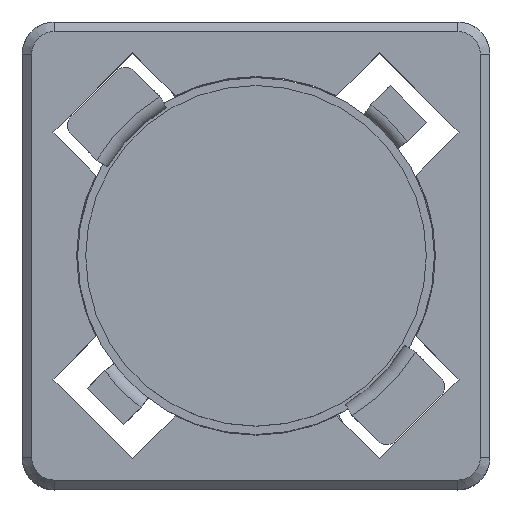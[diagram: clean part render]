
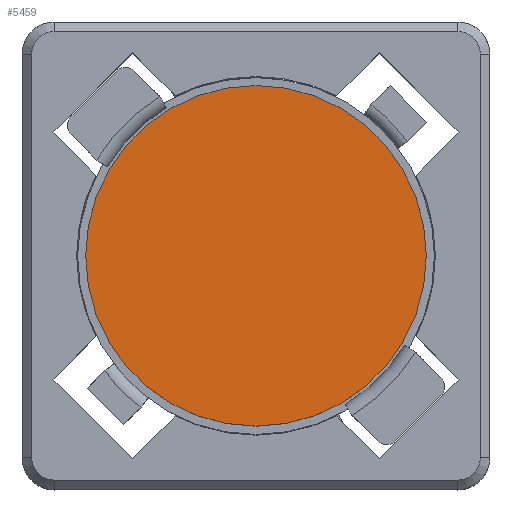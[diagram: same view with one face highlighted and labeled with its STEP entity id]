
A CAD part, top view. The second image highlights one B-rep face of the part: STEP entity #5459.
In plain terms, the highlighted face is planar.
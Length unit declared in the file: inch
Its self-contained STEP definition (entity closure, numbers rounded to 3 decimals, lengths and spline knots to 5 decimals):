
#187 = CARTESIAN_POINT ( 'NONE',  ( 0., 0.11, 0. ) ) ;
#719 = EDGE_LOOP ( 'NONE', ( #2282, #2243 ) ) ;
#871 = EDGE_CURVE ( 'NONE', #1652, #4856, #6596, .T. ) ;
#1357 = CARTESIAN_POINT ( 'NONE',  ( 0., 0.11, 0. ) ) ;
#1402 = AXIS2_PLACEMENT_3D ( 'NONE', #187, #5767, #2455 ) ;
#1652 = VERTEX_POINT ( 'NONE', #2058 ) ;
#2056 = AXIS2_PLACEMENT_3D ( 'NONE', #6691, #7263, #4453 ) ;
#2058 = CARTESIAN_POINT ( 'NONE',  ( 0., 0.11, -0.1045 ) ) ;
#2243 = ORIENTED_EDGE ( 'NONE', *, *, #871, .T. ) ;
#2282 = ORIENTED_EDGE ( 'NONE', *, *, #6871, .T. ) ;
#2455 = DIRECTION ( 'NONE',  ( 0., 0., 1. ) ) ;
#3608 = DIRECTION ( 'NONE',  ( 0., 1., 0. ) ) ;
#4338 = PLANE ( 'NONE',  #2056 ) ;
#4413 = FACE_OUTER_BOUND ( 'NONE', #719, .T. ) ;
#4453 = DIRECTION ( 'NONE',  ( 0., 0., -1. ) ) ;
#4856 = VERTEX_POINT ( 'NONE', #5137 ) ;
#5137 = CARTESIAN_POINT ( 'NONE',  ( 0., 0.11, 0.1045 ) ) ;
#5459 = ADVANCED_FACE ( 'NONE', ( #4413 ), #4338, .F. ) ;
#5767 = DIRECTION ( 'NONE',  ( 0., 1., 0. ) ) ;
#5844 = DIRECTION ( 'NONE',  ( 0., 0., 1. ) ) ;
#6596 = CIRCLE ( 'NONE', #1402, 0.1045 ) ;
#6646 = CIRCLE ( 'NONE', #6998, 0.1045 ) ;
#6691 = CARTESIAN_POINT ( 'NONE',  ( 0., 0.11, 0. ) ) ;
#6871 = EDGE_CURVE ( 'NONE', #4856, #1652, #6646, .T. ) ;
#6998 = AXIS2_PLACEMENT_3D ( 'NONE', #1357, #3608, #5844 ) ;
#7263 = DIRECTION ( 'NONE',  ( 0., -1., 0. ) ) ;
